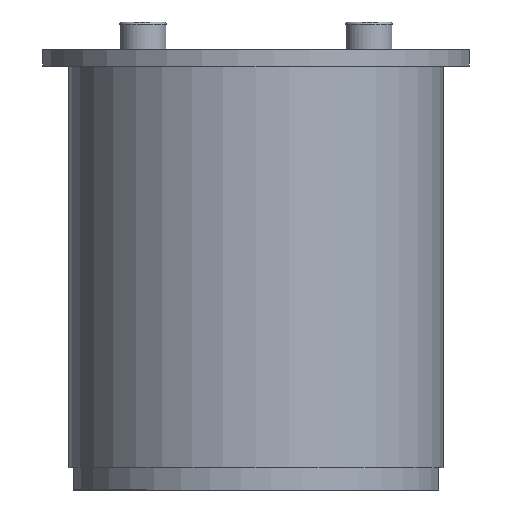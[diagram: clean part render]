
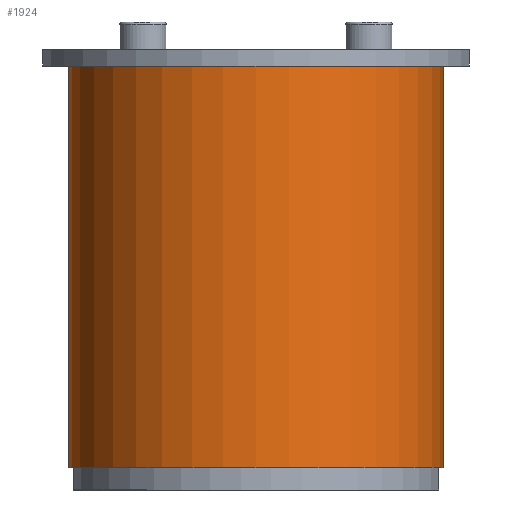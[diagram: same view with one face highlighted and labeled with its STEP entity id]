
A CAD part, front view. The second image highlights one B-rep face of the part: STEP entity #1924.
In plain terms, the highlighted cylindrical face has radius 34 mm (diameter 68 mm), a partial arc.
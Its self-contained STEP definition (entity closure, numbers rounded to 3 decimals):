
#151=CYLINDRICAL_SURFACE('',#2210,34.);
#216=FACE_OUTER_BOUND('',#338,.T.);
#338=EDGE_LOOP('',(#1342,#1343,#1344,#1345));
#465=LINE('',#3135,#608);
#468=LINE('',#3146,#611);
#608=VECTOR('',#2478,10.);
#611=VECTOR('',#2491,10.);
#748=CIRCLE('',#2199,34.);
#752=CIRCLE('',#2206,34.);
#868=VERTEX_POINT('',#3118);
#869=VERTEX_POINT('',#3120);
#874=VERTEX_POINT('',#3134);
#875=VERTEX_POINT('',#3138);
#1051=EDGE_CURVE('',#869,#868,#748,.T.);
#1058=EDGE_CURVE('',#874,#869,#465,.T.);
#1060=EDGE_CURVE('',#875,#874,#752,.T.);
#1064=EDGE_CURVE('',#868,#875,#468,.T.);
#1342=ORIENTED_EDGE('',*,*,#1051,.T.);
#1343=ORIENTED_EDGE('',*,*,#1064,.T.);
#1344=ORIENTED_EDGE('',*,*,#1060,.T.);
#1345=ORIENTED_EDGE('',*,*,#1058,.T.);
#1924=ADVANCED_FACE('',(#216),#151,.T.);
#2199=AXIS2_PLACEMENT_3D('',#3121,#2463,#2464);
#2206=AXIS2_PLACEMENT_3D('',#3139,#2482,#2483);
#2210=AXIS2_PLACEMENT_3D('',#3147,#2492,#2493);
#2463=DIRECTION('center_axis',(0.,0.,1.));
#2464=DIRECTION('ref_axis',(1.,-0.015,0.));
#2478=DIRECTION('',(0.,0.,-1.));
#2482=DIRECTION('center_axis',(0.,0.,-1.));
#2483=DIRECTION('ref_axis',(1.,-0.015,0.));
#2491=DIRECTION('',(0.,0.,1.));
#2492=DIRECTION('center_axis',(0.,0.,1.));
#2493=DIRECTION('ref_axis',(0.,1.,0.));
#3118=CARTESIAN_POINT('',(-34.,0.,-36.5));
#3120=CARTESIAN_POINT('',(34.,0.,-36.5));
#3121=CARTESIAN_POINT('Origin',(0.,0.,-36.5));
#3134=CARTESIAN_POINT('',(34.,0.,36.5));
#3135=CARTESIAN_POINT('',(34.,0.,0.));
#3138=CARTESIAN_POINT('',(-34.,0.,36.5));
#3139=CARTESIAN_POINT('Origin',(0.,0.,36.5));
#3146=CARTESIAN_POINT('',(-34.,0.,0.));
#3147=CARTESIAN_POINT('Origin',(0.,0.,0.));
